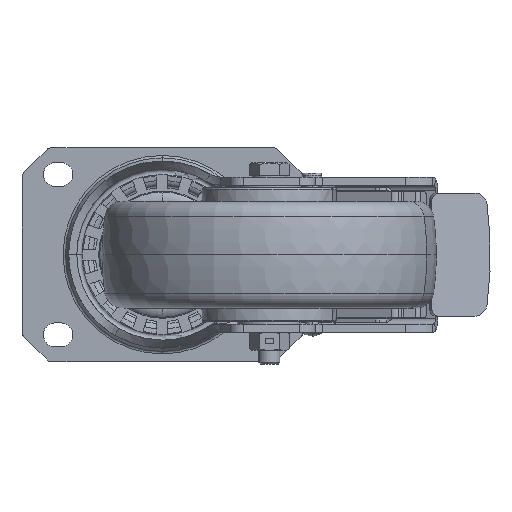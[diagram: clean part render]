
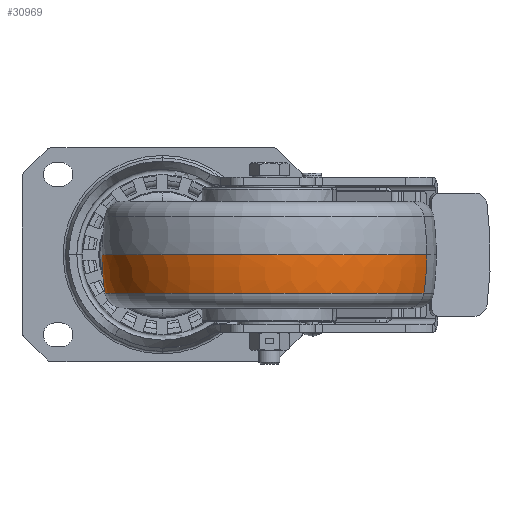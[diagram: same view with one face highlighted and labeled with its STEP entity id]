
A CAD part, front view. The second image highlights one B-rep face of the part: STEP entity #30969.
In plain terms, the highlighted toroidal (fillet/blend) face has major radius 37.5 mm and minor radius 100 mm.
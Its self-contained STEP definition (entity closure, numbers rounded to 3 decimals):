
#2763 = CARTESIAN_POINT ( 'NONE',  ( 75.355, -105.001, 0.056 ) ) ;
#3753 = DIRECTION ( 'NONE',  ( -0.943, 0.333, 0. ) ) ;
#4749 = DIRECTION ( 'NONE',  ( -0.943, 0.333, 0. ) ) ;
#5047 = ORIENTED_EDGE ( 'NONE', *, *, #39942, .T. ) ;
#7283 = ORIENTED_EDGE ( 'NONE', *, *, #13901, .F. ) ;
#7508 = TOROIDAL_SURFACE ( 'NONE', #12375, -37.5, 100. ) ;
#8272 = DIRECTION ( 'NONE',  ( 0., 0., 1. ) ) ;
#9583 = CIRCLE ( 'NONE', #36980, 61.456 ) ;
#11874 = DIRECTION ( 'NONE',  ( -0.333, -0.943, 0. ) ) ;
#12375 = AXIS2_PLACEMENT_3D ( 'NONE', #39812, #8272, #24118 ) ;
#13222 = CARTESIAN_POINT ( 'NONE',  ( 98.925, -113.335, 0. ) ) ;
#13901 = EDGE_CURVE ( 'NONE', #40459, #47779, #9583, .T. ) ;
#15622 = DIRECTION ( 'NONE',  ( 0., 0., -1. ) ) ;
#15922 = CARTESIAN_POINT ( 'NONE',  ( -17.94, -72.013, -14.359 ) ) ;
#16605 = VERTEX_POINT ( 'NONE', #36968 ) ;
#17594 = EDGE_CURVE ( 'NONE', #47779, #16605, #40580, .T. ) ;
#24118 = DIRECTION ( 'NONE',  ( -0.943, 0.333, 0. ) ) ;
#27709 = CIRCLE ( 'NONE', #31732, 62.5 ) ;
#30969 = ADVANCED_FACE ( 'NONE', ( #33999 ), #7508, .T. ) ;
#31706 = ORIENTED_EDGE ( 'NONE', *, *, #44689, .T. ) ;
#31732 = AXIS2_PLACEMENT_3D ( 'NONE', #34766, #34026, #3753 ) ;
#33999 = FACE_OUTER_BOUND ( 'NONE', #39469, .T. ) ;
#34026 = DIRECTION ( 'NONE',  ( 0., 0., -1. ) ) ;
#34074 = AXIS2_PLACEMENT_3D ( 'NONE', #2763, #40152, #40403 ) ;
#34766 = CARTESIAN_POINT ( 'NONE',  ( 40., -92.5, 0. ) ) ;
#35052 = CARTESIAN_POINT ( 'NONE',  ( 4.645, -79.999, 0.056 ) ) ;
#36968 = CARTESIAN_POINT ( 'NONE',  ( -18.925, -71.665, 0. ) ) ;
#36980 = AXIS2_PLACEMENT_3D ( 'NONE', #50006, #15622, #4749 ) ;
#37756 = ORIENTED_EDGE ( 'NONE', *, *, #17594, .F. ) ;
#37895 = AXIS2_PLACEMENT_3D ( 'NONE', #35052, #11874, #47279 ) ;
#38224 = VERTEX_POINT ( 'NONE', #13222 ) ;
#38884 = CARTESIAN_POINT ( 'NONE',  ( 97.94, -112.987, -14.359 ) ) ;
#39469 = EDGE_LOOP ( 'NONE', ( #7283, #31706, #5047, #37756 ) ) ;
#39812 = CARTESIAN_POINT ( 'NONE',  ( 40., -92.5, 0.056 ) ) ;
#39942 = EDGE_CURVE ( 'NONE', #38224, #16605, #27709, .T. ) ;
#40152 = DIRECTION ( 'NONE',  ( 0.333, 0.943, 0. ) ) ;
#40403 = DIRECTION ( 'NONE',  ( -0.943, 0.333, 0. ) ) ;
#40459 = VERTEX_POINT ( 'NONE', #38884 ) ;
#40580 = CIRCLE ( 'NONE', #34074, 100. ) ;
#44689 = EDGE_CURVE ( 'NONE', #40459, #38224, #45277, .T. ) ;
#45277 = CIRCLE ( 'NONE', #37895, 100. ) ;
#47279 = DIRECTION ( 'NONE',  ( 0.943, -0.333, 0. ) ) ;
#47779 = VERTEX_POINT ( 'NONE', #15922 ) ;
#50006 = CARTESIAN_POINT ( 'NONE',  ( 40., -92.5, -14.359 ) ) ;
